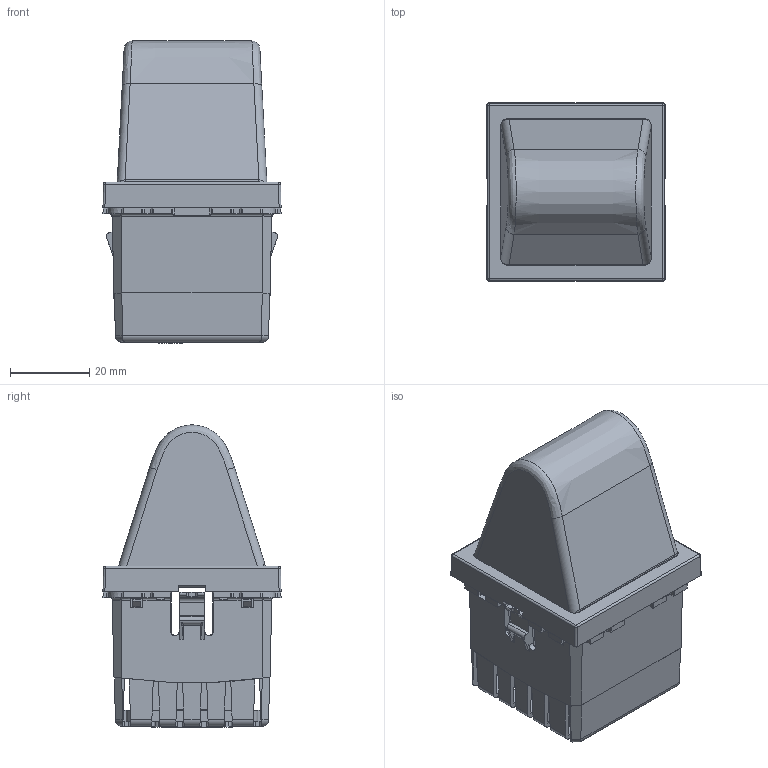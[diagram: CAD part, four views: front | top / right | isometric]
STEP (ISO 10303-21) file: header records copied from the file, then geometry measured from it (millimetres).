
FILE_DESCRIPTION(('CATIA V5 STEP Exchange','CAx-IF Rec.Pracs.--- Model Styling and Organization---1.5--- 2016-08-15','CAx-IF Rec.Pracs.---Supplemental Geometry---1.0---2011-11-01','CAx-IF Rec.Pracs.--- Composite Materials ---1.1---2010-07-15'),'2;1');
FILE_NAME('078560.stp','2024-03-27T10:13:39+00:00',('none'),('none'),'CATIA Version 5-6 Release 2020 SP5','CATIA V5 STEP AP214 v2','none');
FILE_SCHEMA(('AUTOMOTIVE_DESIGN { 1 0 10303 214 1 1 1 1 }'));
Length unit declared in the file: millimetre
Products named in the file (1): 078560-ASS-1_AllCATPart
Bounding box: 45.05 x 45.05 x 76.43 mm (x, y, z)
Volume: 21861.6 mm3; surface area: 31174.7 mm2
Topology: 8 solids, 8 shells, 743 faces, 2296 edges, 1528 vertices
Faces by surface type: plane 475, cylinder 196, bspline 40, cone 16, sphere 16
Entity records: 29125 total; most frequent: CARTESIAN_POINT 10836, ORIENTED_EDGE 4568, DIRECTION 2629, EDGE_CURVE 2284, VERTEX_POINT 1528, VECTOR 1233, LINE 1233, B_SPLINE_CURVE_WITH_KNOTS 891
